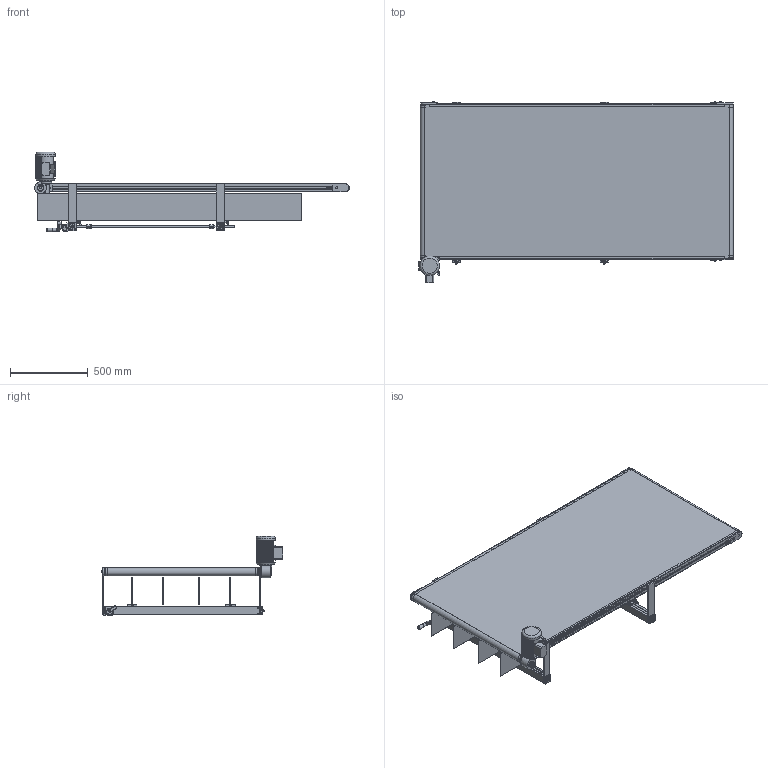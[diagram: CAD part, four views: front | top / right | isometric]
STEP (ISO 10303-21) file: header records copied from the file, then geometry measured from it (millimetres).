
FILE_DESCRIPTION(/* description */ ('Unknown'),/* implementation_level */ '2;1');
FILE_NAME(/* name */ 'A-0000214-Zahnriemenachse-50-Seitenführung-dy',/* time_stamp */ '2020-05-25T10:01:57+02:00',/* author */ ('Unknown'),/* organization */ ('Unknown'),/* preprocessor_version */ 'ST-DEVELOPER v16.7',/* originating_system */ 'Solid Edge',/* authorisation */ 'Unknown');
FILE_SCHEMA (('AUTOMOTIVE_DESIGN {1 0 10303 214 3 1 1}'));
Products named in the file (15): A-0000214-Zahnriemenachse-50-Seitenführung-dy; Zahnriemenantrieb50-sy-2Schlitten-MB-dy; Profil-50-Zahnriemenantrieb-01-dy; A-0000107-Umlenkung50-HTD5-Z16-dy; Zahnriemen-01-HTD5MxB15; A-0000150-Schlitten50-Zahnriemen-dy; A-0000007-Antrieb-Zahnriemen-dy; A-0000098-Deckel50-geschraubt-dy; TB-1000br-2000lg-dy; A-0000126-Wellenklemmung50-dy; A-0000096-Siko-Kurbel-dy; Drehmomentwelle-D12-03lg-dy; Platte-ZV; Seitenführung-ZV; Seitenführung-ZV-2
Assembly tree (21 placements, depth 3):
  A-0000214-Zahnriemenachse-50-Seitenführung-dy
    Zahnriemenantrieb50-sy-2Schlitten-MB-dy  x2
      Profil-50-Zahnriemenantrieb-01-dy
      A-0000107-Umlenkung50-HTD5-Z16-dy
      Zahnriemen-01-HTD5MxB15
      A-0000150-Schlitten50-Zahnriemen-dy
      A-0000007-Antrieb-Zahnriemen-dy
      A-0000098-Deckel50-geschraubt-dy
    TB-1000br-2000lg-dy
    A-0000126-Wellenklemmung50-dy
    A-0000096-Siko-Kurbel-dy
    Drehmomentwelle-D12-03lg-dy
    Platte-ZV  x4
    Seitenführung-ZV  x2
    Seitenführung-ZV-2  x2
Bounding box: 2022.91 x 1164.75 x 510.19 mm (x, y, z)
Volume: 36536276 mm3; surface area: 20306813.3 mm2
Topology: 34 solids, 58 shells, 6684 faces, 17193 edges, 11108 vertices
Faces by surface type: plane 4433, cylinder 1723, cone 305, torus 122, bspline 86, sphere 15
Full cylindrical faces by diameter (mm): 1.5 x4, 2.997 x2, 3 x1, 3.197 x4, 3.2 x4, 4 x5, 4.134 x4, 4.2 x8, 4.5 x5, 4.917 x104, 4.995 x6, 5 x24, 5.295 x4, 5.3 x2, 5.495 x4, 5.5 x8, 5.794 x4, 5.8 x4, 5.917 x4, 5.994 x8, 6 x5, 6.194 x2, 6.2 x2, 6.3 x1, 6.394 x4, 6.4 x4, 6.5 x1, 7 x4, 7.2 x1, 7.8 x1
Entity records: 111099 total; most frequent: CARTESIAN_POINT 20276, DIRECTION 15354, ORIENTED_EDGE 15170, EDGE_CURVE 7585, LINE 5328, VECTOR 5328, VERTEX_POINT 5059, AXIS2_PLACEMENT_3D 5013
